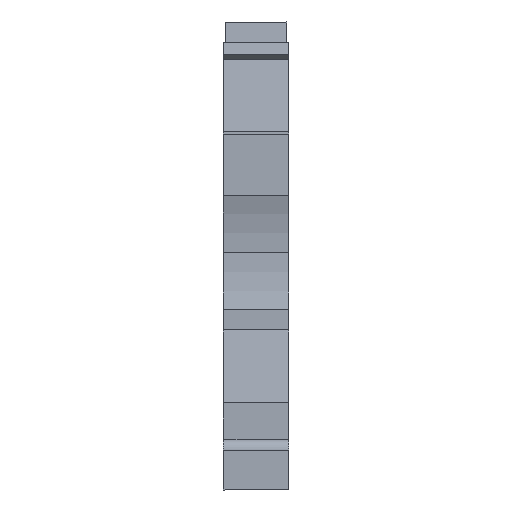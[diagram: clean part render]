
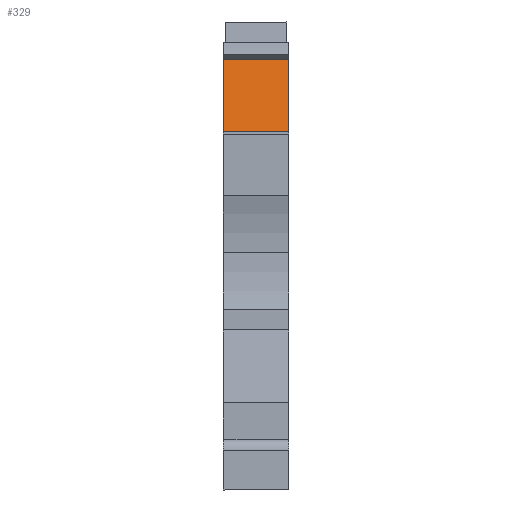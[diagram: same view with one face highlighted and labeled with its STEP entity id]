
A CAD part, front view. The second image highlights one B-rep face of the part: STEP entity #329.
In plain terms, the highlighted planar face has unit normal (0, -0.985, 0.174).
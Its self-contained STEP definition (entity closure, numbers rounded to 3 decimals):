
#329=ADVANCED_FACE('',(#823),#824,.F.);
#823=FACE_OUTER_BOUND('',#1485,.T.);
#824=PLANE('',#1486);
#1485=EDGE_LOOP('',(#2390,#2391,#2392,#2393));
#1486=AXIS2_PLACEMENT_3D('',#2394,#2395,#2396);
#2390=ORIENTED_EDGE('',*,*,#4359,.T.);
#2391=ORIENTED_EDGE('',*,*,#4360,.F.);
#2392=ORIENTED_EDGE('',*,*,#4361,.F.);
#2393=ORIENTED_EDGE('',*,*,#4362,.T.);
#2394=CARTESIAN_POINT('',(5.15,1.554,27.764));
#2395=DIRECTION('',(0.,0.985,-0.174));
#2396=DIRECTION('',(-1.0,0.,0.));
#4359=EDGE_CURVE('',#5335,#5336,#5337,.T.);
#4360=EDGE_CURVE('',#5338,#5336,#5339,.T.);
#4361=EDGE_CURVE('',#5340,#5338,#5341,.T.);
#4362=EDGE_CURVE('',#5340,#5335,#5342,.T.);
#5335=VERTEX_POINT('',#7769);
#5336=VERTEX_POINT('',#7770);
#5337=LINE('',#7771,#7772);
#5338=VERTEX_POINT('',#7773);
#5339=LINE('',#7774,#7775);
#5340=VERTEX_POINT('',#7776);
#5341=LINE('',#7777,#7778);
#5342=LINE('',#7779,#7780);
#7769=CARTESIAN_POINT('',(5.15,2.652,33.993));
#7770=CARTESIAN_POINT('',(0.,2.652,33.993));
#7771=CARTESIAN_POINT('',(5.15,2.652,33.993));
#7772=VECTOR('',#10582,1.0);
#7773=CARTESIAN_POINT('',(0.,1.554,27.764));
#7774=CARTESIAN_POINT('',(0.,-2.488,4.843));
#7775=VECTOR('',#10583,1.0);
#7776=CARTESIAN_POINT('',(5.15,1.554,27.764));
#7777=CARTESIAN_POINT('',(5.15,1.554,27.764));
#7778=VECTOR('',#10584,1.0);
#7779=CARTESIAN_POINT('',(5.15,-2.488,4.843));
#7780=VECTOR('',#10585,1.0);
#10582=DIRECTION('',(-1.0,0.,0.));
#10583=DIRECTION('',(0.,0.174,0.985));
#10584=DIRECTION('',(-1.0,0.,0.));
#10585=DIRECTION('',(0.,0.174,0.985));
